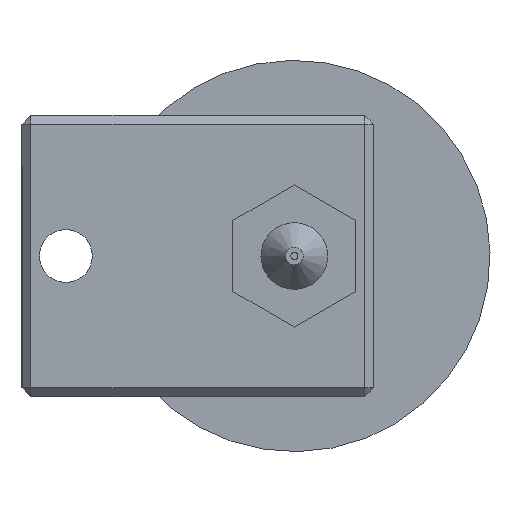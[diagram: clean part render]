
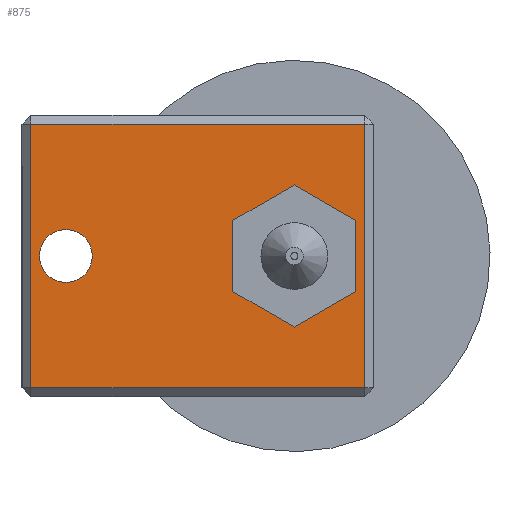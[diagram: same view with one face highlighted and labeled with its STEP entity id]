
A CAD part, front view. The second image highlights one B-rep face of the part: STEP entity #875.
In plain terms, the highlighted planar face has unit normal (0, -1, 0).
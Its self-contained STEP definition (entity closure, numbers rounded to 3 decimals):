
#210=CARTESIAN_POINT('',(4.0,-34.95,-7.5));
#211=VERTEX_POINT('',#210);
#318=CARTESIAN_POINT('',(-15.,-34.95,-7.5));
#319=VERTEX_POINT('',#318);
#387=CARTESIAN_POINT('',(4.0,-34.95,-7.5));
#388=DIRECTION('',(-1.0,0.0,0.0));
#389=VECTOR('',#388,19.);
#390=LINE('',#387,#389);
#391=EDGE_CURVE('',#211,#319,#390,.T.);
#403=CARTESIAN_POINT('',(4.0,-34.95,7.5));
#404=VERTEX_POINT('',#403);
#457=CARTESIAN_POINT('',(-15.,-34.95,7.5));
#458=VERTEX_POINT('',#457);
#526=CARTESIAN_POINT('',(-15.0,-34.95,-7.5));
#527=DIRECTION('',(0.0,0.0,1.0));
#528=VECTOR('',#527,15.);
#529=LINE('',#526,#528);
#530=EDGE_CURVE('',#319,#458,#529,.T.);
#548=CARTESIAN_POINT('',(-15.,-34.95,7.5));
#549=DIRECTION('',(1.0,0.0,0.0));
#550=VECTOR('',#549,19.);
#551=LINE('',#548,#550);
#552=EDGE_CURVE('',#458,#404,#551,.T.);
#570=CARTESIAN_POINT('',(4.,-34.95,7.5));
#571=DIRECTION('',(0.0,0.0,-1.0));
#572=VECTOR('',#571,15.);
#573=LINE('',#570,#572);
#574=EDGE_CURVE('',#404,#211,#573,.T.);
#842=CARTESIAN_POINT('',(-5.5,-34.95,0.));
#843=DIRECTION('',(0.0,1.0,0.0));
#844=DIRECTION('',(0.0,0.0,1.0));
#845=AXIS2_PLACEMENT_3D('',#842,#843,#844);
#846=PLANE('',#845);
#847=ORIENTED_EDGE('',*,*,#391,.F.);
#848=ORIENTED_EDGE('',*,*,#574,.F.);
#849=ORIENTED_EDGE('',*,*,#552,.F.);
#850=ORIENTED_EDGE('',*,*,#530,.F.);
#851=EDGE_LOOP('',(#847,#848,#849,#850));
#852=FACE_OUTER_BOUND('',#851,.T.);
#853=CARTESIAN_POINT('',(-11.5,-34.95,0.));
#854=VERTEX_POINT('',#853);
#855=CARTESIAN_POINT('',(-13.0,-34.95,0.));
#856=DIRECTION('',(0.0,1.0,0.0));
#857=DIRECTION('',(-1.0,0.0,0.0));
#858=AXIS2_PLACEMENT_3D('',#855,#856,#857);
#859=CIRCLE('',#858,1.5);
#860=EDGE_CURVE('',#854,#854,#859,.T.);
#861=ORIENTED_EDGE('',*,*,#860,.T.);
#862=EDGE_LOOP('',(#861));
#863=FACE_BOUND('',#862,.T.);
#864=CARTESIAN_POINT('',(2.5,-34.95,0.));
#865=VERTEX_POINT('',#864);
#866=CARTESIAN_POINT('',(0.,-34.95,0.));
#867=DIRECTION('',(0.0,1.0,0.0));
#868=DIRECTION('',(-1.0,0.0,0.0));
#869=AXIS2_PLACEMENT_3D('',#866,#867,#868);
#870=CIRCLE('',#869,2.5);
#871=EDGE_CURVE('',#865,#865,#870,.T.);
#872=ORIENTED_EDGE('',*,*,#871,.T.);
#873=EDGE_LOOP('',(#872));
#874=FACE_BOUND('',#873,.T.);
#875=ADVANCED_FACE('',(#852,#863,#874),#846,.F.);
